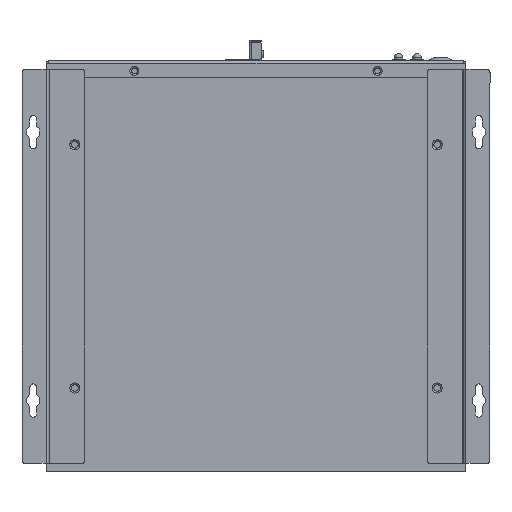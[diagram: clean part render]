
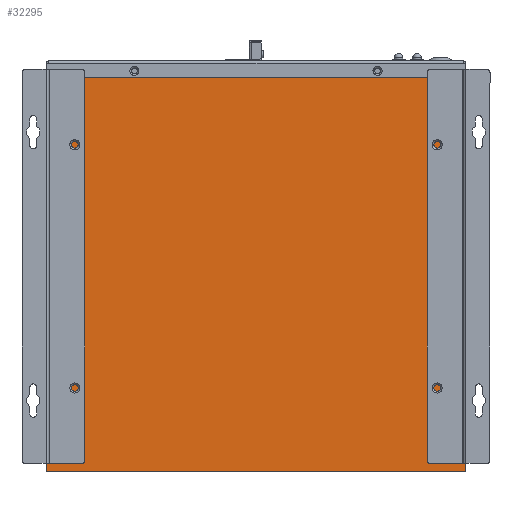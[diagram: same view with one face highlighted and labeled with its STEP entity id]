
A CAD part, front view. The second image highlights one B-rep face of the part: STEP entity #32295.
In plain terms, the highlighted planar face has unit normal (0, -1, 0).
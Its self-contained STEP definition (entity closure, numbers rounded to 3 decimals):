
#524 = VERTEX_POINT ( 'NONE', #24968 ) ;
#6249 = DIRECTION ( 'NONE',  ( 0., 0., 1. ) ) ;
#7955 = CARTESIAN_POINT ( 'NONE',  ( 250., 0., -245. ) ) ;
#8447 = DIRECTION ( 'NONE',  ( -1., 0., 0. ) ) ;
#9757 = EDGE_CURVE ( 'NONE', #12361, #16805, #13844, .T. ) ;
#10173 = DIRECTION ( 'NONE',  ( 0., 0., 1. ) ) ;
#12361 = VERTEX_POINT ( 'NONE', #41762 ) ;
#12716 = ORIENTED_EDGE ( 'NONE', *, *, #41912, .F. ) ;
#12874 = LINE ( 'NONE', #25089, #29315 ) ;
#13844 = LINE ( 'NONE', #7955, #55429 ) ;
#14478 = VECTOR ( 'NONE', #8447, 1000. ) ;
#16805 = VERTEX_POINT ( 'NONE', #26672 ) ;
#18198 = FACE_OUTER_BOUND ( 'NONE', #39369, .T. ) ;
#24160 = ORIENTED_EDGE ( 'NONE', *, *, #71499, .F. ) ;
#24968 = CARTESIAN_POINT ( 'NONE',  ( 0., 0., -10. ) ) ;
#25089 = CARTESIAN_POINT ( 'NONE',  ( 250., 0., -245. ) ) ;
#26672 = CARTESIAN_POINT ( 'NONE',  ( 250., 0., -10. ) ) ;
#28493 = ORIENTED_EDGE ( 'NONE', *, *, #48318, .T. ) ;
#29315 = VECTOR ( 'NONE', #37270, 1000. ) ;
#32295 = ADVANCED_FACE ( 'NONE', ( #18198 ), #42211, .F. ) ;
#36679 = DIRECTION ( 'NONE',  ( 0., 0., 1. ) ) ;
#37270 = DIRECTION ( 'NONE',  ( -1., 0., 0. ) ) ;
#38378 = LINE ( 'NONE', #44277, #14478 ) ;
#39369 = EDGE_LOOP ( 'NONE', ( #28493, #12716, #24160, #43335 ) ) ;
#40242 = VERTEX_POINT ( 'NONE', #56383 ) ;
#41762 = CARTESIAN_POINT ( 'NONE',  ( 250., 0., -245. ) ) ;
#41912 = EDGE_CURVE ( 'NONE', #40242, #524, #60154, .T. ) ;
#42211 = PLANE ( 'NONE',  #73108 ) ;
#43335 = ORIENTED_EDGE ( 'NONE', *, *, #9757, .T. ) ;
#44277 = CARTESIAN_POINT ( 'NONE',  ( 250., 0., -10. ) ) ;
#48318 = EDGE_CURVE ( 'NONE', #16805, #524, #38378, .T. ) ;
#53083 = CARTESIAN_POINT ( 'NONE',  ( 0., 0., -245. ) ) ;
#55429 = VECTOR ( 'NONE', #10173, 1000. ) ;
#56383 = CARTESIAN_POINT ( 'NONE',  ( 0., 0., -245. ) ) ;
#60154 = LINE ( 'NONE', #53083, #63905 ) ;
#63905 = VECTOR ( 'NONE', #6249, 1000. ) ;
#66584 = DIRECTION ( 'NONE',  ( 0., 1., 0. ) ) ;
#71499 = EDGE_CURVE ( 'NONE', #12361, #40242, #12874, .T. ) ;
#72500 = CARTESIAN_POINT ( 'NONE',  ( 250., 0., -245. ) ) ;
#73108 = AXIS2_PLACEMENT_3D ( 'NONE', #72500, #66584, #36679 ) ;
